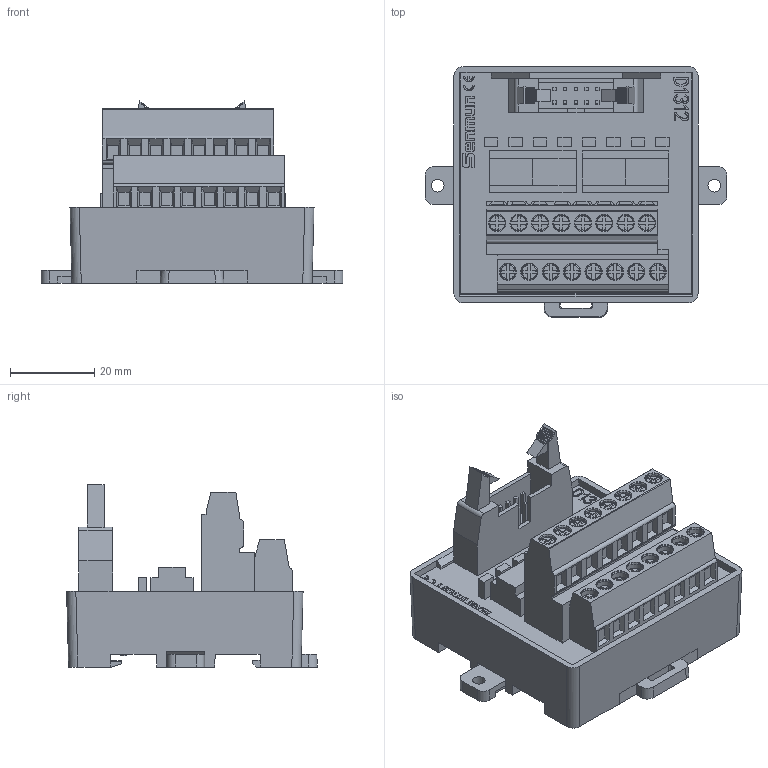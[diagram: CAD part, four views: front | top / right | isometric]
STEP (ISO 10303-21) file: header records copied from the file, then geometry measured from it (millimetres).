
FILE_DESCRIPTION(/* description */ (''),/* implementation_level */ '2;1');
FILE_NAME(/* name */ '123.stp',/* time_stamp */ '2024-08-16T09:50:47+08:00',/* author */ (''),/* organization */ (''),/* preprocessor_version */ 'ST-DEVELOPER v14',/* originating_system */ 'SIEMENS PLM Software NX 8.0',/* authorisation */ '');
FILE_SCHEMA (('AUTOMOTIVE_DESIGN { 1 0 10303 214 3 1 1 1 }'));
Length unit declared in the file: millimetre
Products named in the file (1): Admi3260DBFCab97
Bounding box: 71.6 x 59.51 x 43.25 mm (x, y, z)
Volume: 68682 mm3; surface area: 21172.2 mm2
Topology: 3 solids, 3 shells, 1100 faces, 2952 edges, 1952 vertices
Faces by surface type: plane 913, cylinder 84, torus 50, cone 38, extrusion 13, bspline 2
Full cylindrical faces by diameter (mm): 3 x2, 4.1 x14, 4.13 x14
Entity records: 36308 total; most frequent: CARTESIAN_POINT 8099, ORIENTED_EDGE 5772, DIRECTION 5054, EDGE_CURVE 2886, VECTOR 2392, LINE 2379, VERTEX_POINT 1930, AXIS2_PLACEMENT_3D 1331
